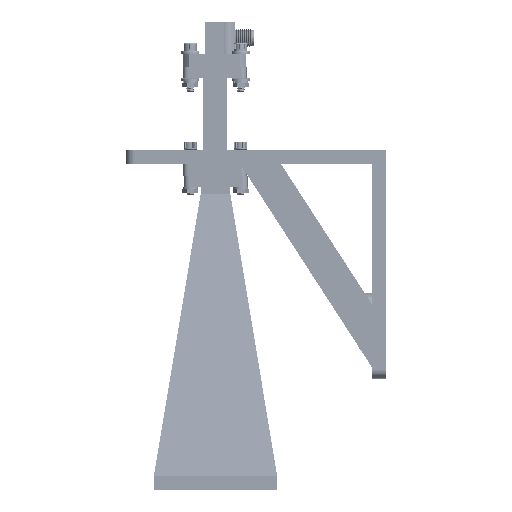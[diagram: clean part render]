
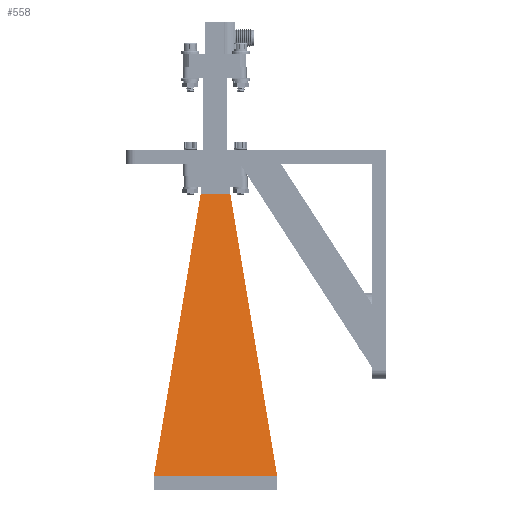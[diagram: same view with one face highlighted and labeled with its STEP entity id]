
A CAD part, left-side view. The second image highlights one B-rep face of the part: STEP entity #558.
In plain terms, the highlighted face is planar.
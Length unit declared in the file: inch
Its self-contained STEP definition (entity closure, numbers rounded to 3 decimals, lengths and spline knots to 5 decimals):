
#558 = ADVANCED_FACE ( 'NONE', ( #28955 ), #3049, .T. ) ;
#814 = VECTOR ( 'NONE', #3231, 39.37008 ) ;
#1273 = DIRECTION ( 'NONE',  ( 0., -0.197, -0.98 ) ) ;
#3027 = ORIENTED_EDGE ( 'NONE', *, *, #41428, .T. ) ;
#3049 = PLANE ( 'NONE',  #37094 ) ;
#3231 = DIRECTION ( 'NONE',  ( 1., 0., 0. ) ) ;
#3255 = EDGE_LOOP ( 'NONE', ( #42186, #10000, #47665, #3027, #56704, #32607 ) ) ;
#5684 = CARTESIAN_POINT ( 'NONE',  ( 0.84224, 1.10799, 5.84616 ) ) ;
#6300 = DIRECTION ( 'NONE',  ( 0., 0.197, 0.98 ) ) ;
#6637 = EDGE_CURVE ( 'NONE', #8837, #57533, #30873, .T. ) ;
#6884 = DIRECTION ( 'NONE',  ( 0., 0.98, -0.197 ) ) ;
#7088 = VERTEX_POINT ( 'NONE', #52290 ) ;
#8837 = VERTEX_POINT ( 'NONE', #42471 ) ;
#9996 = DIRECTION ( 'NONE',  ( 0.161, -0.194, -0.968 ) ) ;
#10000 = ORIENTED_EDGE ( 'NONE', *, *, #52496, .T. ) ;
#11105 = CARTESIAN_POINT ( 'NONE',  ( 0.84224, 1.10799, 5.84616 ) ) ;
#11120 = VERTEX_POINT ( 'NONE', #28412 ) ;
#11808 = DIRECTION ( 'NONE',  ( -0.161, -0.194, -0.968 ) ) ;
#16540 = CARTESIAN_POINT ( 'NONE',  ( 0.84224, 1.09985, 5.80554 ) ) ;
#18564 = VECTOR ( 'NONE', #51223, 39.37008 ) ;
#22968 = CARTESIAN_POINT ( 'NONE',  ( -0.84224, 1.09985, 5.80554 ) ) ;
#23306 = VERTEX_POINT ( 'NONE', #49363 ) ;
#28412 = CARTESIAN_POINT ( 'NONE',  ( 0.20374, 0.32927, 1.96256 ) ) ;
#28955 = FACE_OUTER_BOUND ( 'NONE', #3255, .T. ) ;
#30873 = LINE ( 'NONE', #56494, #814 ) ;
#32607 = ORIENTED_EDGE ( 'NONE', *, *, #34509, .T. ) ;
#34509 = EDGE_CURVE ( 'NONE', #11120, #23306, #39021, .T. ) ;
#36516 = EDGE_CURVE ( 'NONE', #53474, #11120, #52115, .T. ) ;
#37094 = AXIS2_PLACEMENT_3D ( 'NONE', #46942, #6884, #6300 ) ;
#39021 = LINE ( 'NONE', #48460, #57655 ) ;
#41428 = EDGE_CURVE ( 'NONE', #57533, #53474, #41585, .T. ) ;
#41585 = LINE ( 'NONE', #5684, #43672 ) ;
#42186 = ORIENTED_EDGE ( 'NONE', *, *, #53830, .F. ) ;
#42471 = CARTESIAN_POINT ( 'NONE',  ( -0.84224, 1.10799, 5.84616 ) ) ;
#43277 = LINE ( 'NONE', #47430, #18564 ) ;
#43672 = VECTOR ( 'NONE', #1273, 39.37008 ) ;
#46942 = CARTESIAN_POINT ( 'NONE',  ( 0., 0.73426, 3.98228 ) ) ;
#47430 = CARTESIAN_POINT ( 'NONE',  ( -0.84224, 0.73426, 3.98228 ) ) ;
#47665 = ORIENTED_EDGE ( 'NONE', *, *, #6637, .T. ) ;
#48460 = CARTESIAN_POINT ( 'NONE',  ( 0., 0.32927, 1.96256 ) ) ;
#49363 = CARTESIAN_POINT ( 'NONE',  ( -0.20374, 0.32927, 1.96256 ) ) ;
#50319 = LINE ( 'NONE', #22968, #53371 ) ;
#51223 = DIRECTION ( 'NONE',  ( 0., 0.197, 0.98 ) ) ;
#52115 = LINE ( 'NONE', #16540, #54962 ) ;
#52290 = CARTESIAN_POINT ( 'NONE',  ( -0.84224, 1.09985, 5.80554 ) ) ;
#52496 = EDGE_CURVE ( 'NONE', #7088, #8837, #43277, .T. ) ;
#53371 = VECTOR ( 'NONE', #9996, 39.37008 ) ;
#53474 = VERTEX_POINT ( 'NONE', #55092 ) ;
#53830 = EDGE_CURVE ( 'NONE', #7088, #23306, #50319, .T. ) ;
#54962 = VECTOR ( 'NONE', #11808, 39.37008 ) ;
#55092 = CARTESIAN_POINT ( 'NONE',  ( 0.84224, 1.09985, 5.80554 ) ) ;
#56494 = CARTESIAN_POINT ( 'NONE',  ( 0., 1.10799, 5.84616 ) ) ;
#56704 = ORIENTED_EDGE ( 'NONE', *, *, #36516, .T. ) ;
#57533 = VERTEX_POINT ( 'NONE', #11105 ) ;
#57545 = DIRECTION ( 'NONE',  ( -1., 0., 0. ) ) ;
#57655 = VECTOR ( 'NONE', #57545, 39.37008 ) ;
